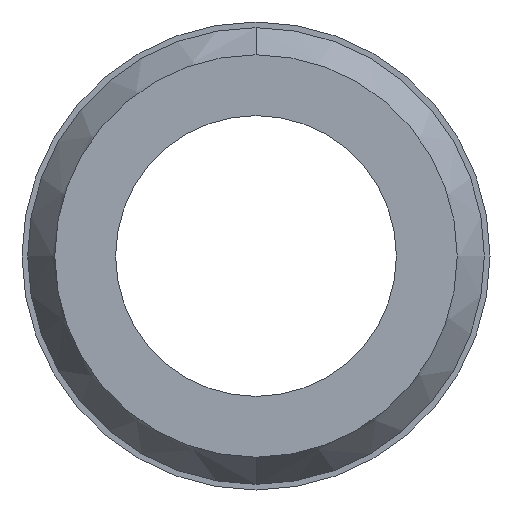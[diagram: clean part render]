
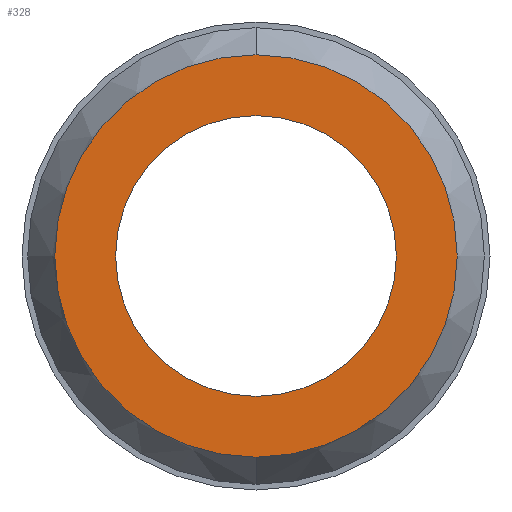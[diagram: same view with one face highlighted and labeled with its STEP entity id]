
A CAD part, front view. The second image highlights one B-rep face of the part: STEP entity #328.
In plain terms, the highlighted planar face has unit normal (0, -1, 0).
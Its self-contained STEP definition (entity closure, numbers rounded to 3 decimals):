
#10 = CARTESIAN_POINT ( 'NONE',  ( 0., -2.178, -2.15 ) ) ;
#18 = VERTEX_POINT ( 'NONE', #460 ) ;
#25 = CARTESIAN_POINT ( 'NONE',  ( 0., -2.178, 0. ) ) ;
#29 = AXIS2_PLACEMENT_3D ( 'NONE', #273, #159, #85 ) ;
#48 = EDGE_CURVE ( 'NONE', #18, #231, #504, .T. ) ;
#79 = CARTESIAN_POINT ( 'NONE',  ( 0., -2.178, 2.15 ) ) ;
#85 = DIRECTION ( 'NONE',  ( 0., 0., -1. ) ) ;
#99 = EDGE_LOOP ( 'NONE', ( #285, #140 ) ) ;
#102 = AXIS2_PLACEMENT_3D ( 'NONE', #430, #130, #361 ) ;
#105 = ORIENTED_EDGE ( 'NONE', *, *, #212, .F. ) ;
#107 = VERTEX_POINT ( 'NONE', #10 ) ;
#111 = AXIS2_PLACEMENT_3D ( 'NONE', #25, #180, #291 ) ;
#121 = FACE_OUTER_BOUND ( 'NONE', #99, .T. ) ;
#128 = DIRECTION ( 'NONE',  ( 0., 0., -1. ) ) ;
#130 = DIRECTION ( 'NONE',  ( 0., 1., 0. ) ) ;
#140 = ORIENTED_EDGE ( 'NONE', *, *, #468, .T. ) ;
#159 = DIRECTION ( 'NONE',  ( 0., -1., 0. ) ) ;
#180 = DIRECTION ( 'NONE',  ( 0., -1., 0. ) ) ;
#188 = AXIS2_PLACEMENT_3D ( 'NONE', #247, #274, #128 ) ;
#198 = DIRECTION ( 'NONE',  ( 0., 0., -1. ) ) ;
#212 = EDGE_CURVE ( 'NONE', #231, #18, #325, .T. ) ;
#231 = VERTEX_POINT ( 'NONE', #321 ) ;
#247 = CARTESIAN_POINT ( 'NONE',  ( 0., -2.178, 0. ) ) ;
#271 = FACE_BOUND ( 'NONE', #369, .T. ) ;
#273 = CARTESIAN_POINT ( 'NONE',  ( 0., -2.178, 0. ) ) ;
#274 = DIRECTION ( 'NONE',  ( 0., -1., 0. ) ) ;
#285 = ORIENTED_EDGE ( 'NONE', *, *, #463, .T. ) ;
#291 = DIRECTION ( 'NONE',  ( 0., 0., -1. ) ) ;
#300 = CIRCLE ( 'NONE', #29, 2.15 ) ;
#321 = CARTESIAN_POINT ( 'NONE',  ( 0., -2.178, 1.5 ) ) ;
#325 = CIRCLE ( 'NONE', #111, 1.5 ) ;
#328 = ADVANCED_FACE ( 'NONE', ( #121, #271 ), #396, .F. ) ;
#345 = CIRCLE ( 'NONE', #461, 2.15 ) ;
#361 = DIRECTION ( 'NONE',  ( 1., 0., 0. ) ) ;
#369 = EDGE_LOOP ( 'NONE', ( #417, #105 ) ) ;
#386 = DIRECTION ( 'NONE',  ( 0., -1., 0. ) ) ;
#390 = CARTESIAN_POINT ( 'NONE',  ( 0., -2.178, 0. ) ) ;
#396 = PLANE ( 'NONE',  #102 ) ;
#417 = ORIENTED_EDGE ( 'NONE', *, *, #48, .F. ) ;
#430 = CARTESIAN_POINT ( 'NONE',  ( -1.5, -2.178, 0. ) ) ;
#460 = CARTESIAN_POINT ( 'NONE',  ( 0., -2.178, -1.5 ) ) ;
#461 = AXIS2_PLACEMENT_3D ( 'NONE', #390, #386, #198 ) ;
#463 = EDGE_CURVE ( 'NONE', #107, #480, #345, .T. ) ;
#468 = EDGE_CURVE ( 'NONE', #480, #107, #300, .T. ) ;
#480 = VERTEX_POINT ( 'NONE', #79 ) ;
#504 = CIRCLE ( 'NONE', #188, 1.5 ) ;
